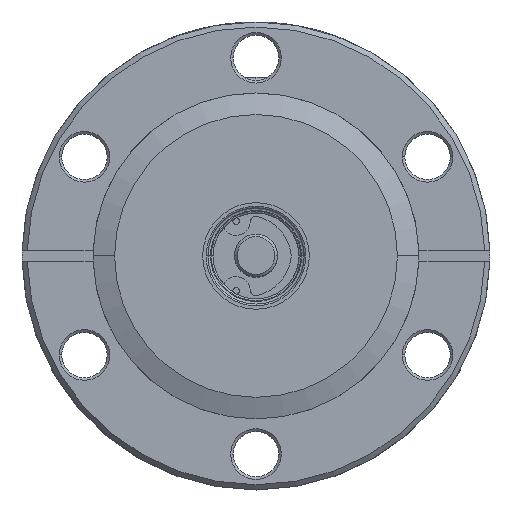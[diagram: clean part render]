
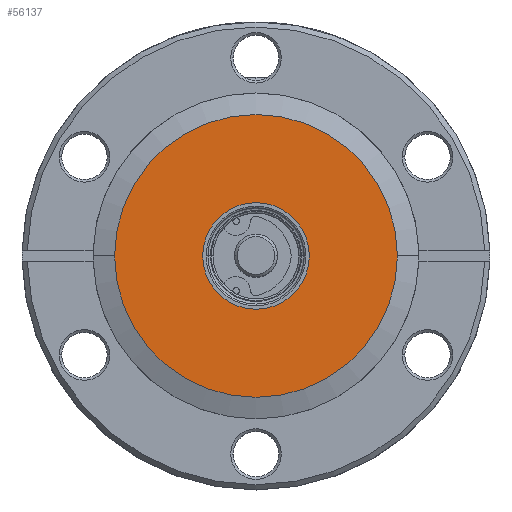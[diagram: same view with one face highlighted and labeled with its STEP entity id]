
A CAD part, top view. The second image highlights one B-rep face of the part: STEP entity #56137.
In plain terms, the highlighted planar face has unit normal (0, 0, 1).
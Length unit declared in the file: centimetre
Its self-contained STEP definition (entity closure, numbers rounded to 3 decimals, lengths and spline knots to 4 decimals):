
#4967 = FACE_OUTER_BOUND ( 'NONE', #14968, .T. ) ;
#4972 = FACE_BOUND ( 'NONE', #47950, .T. ) ;
#14968 = EDGE_LOOP ( 'NONE', ( #35165, #35167 ) ) ;
#16910 = CIRCLE ( 'NONE', #41813, 2.0955 ) ;
#20185 = VERTEX_POINT ( 'NONE', #49784 ) ;
#20227 = VERTEX_POINT ( 'NONE', #49826 ) ;
#20386 = VERTEX_POINT ( 'NONE', #49985 ) ;
#20457 = VERTEX_POINT ( 'NONE', #50022 ) ;
#32048 = ORIENTED_EDGE ( 'NONE', *, *, #41465, .T. ) ;
#33256 = CIRCLE ( 'NONE', #41766, 0.7899 ) ;
#33306 = CIRCLE ( 'NONE', #41775, 2.0955 ) ;
#33327 = CIRCLE ( 'NONE', #41786, 0.7899 ) ;
#35165 = ORIENTED_EDGE ( 'NONE', *, *, #43413, .T. ) ;
#35167 = ORIENTED_EDGE ( 'NONE', *, *, #41502, .T. ) ;
#35168 = ORIENTED_EDGE ( 'NONE', *, *, #43317, .T. ) ;
#38227 = CARTESIAN_POINT ( 'NONE',  ( -2.0955, 0., -0.1295 ) ) ;
#38228 = PLANE ( 'NONE',  #51680 ) ;
#38233 = DIRECTION ( 'NONE',  ( 0., 0., 1. ) ) ;
#38234 = DIRECTION ( 'NONE',  ( 1., 0., 0. ) ) ;
#41465 = EDGE_CURVE ( 'NONE', #20185, #20386, #33256, .T. ) ;
#41502 = EDGE_CURVE ( 'NONE', #20227, #20457, #33306, .T. ) ;
#41766 = AXIS2_PLACEMENT_3D ( 'NONE', #59367, #59368, #59369 ) ;
#41775 = AXIS2_PLACEMENT_3D ( 'NONE', #59517, #59518, #59519 ) ;
#41786 = AXIS2_PLACEMENT_3D ( 'NONE', #59642, #59643, #59644 ) ;
#41813 = AXIS2_PLACEMENT_3D ( 'NONE', #59937, #59938, #59939 ) ;
#43317 = EDGE_CURVE ( 'NONE', #20386, #20185, #33327, .T. ) ;
#43413 = EDGE_CURVE ( 'NONE', #20457, #20227, #16910, .T. ) ;
#47950 = EDGE_LOOP ( 'NONE', ( #35168, #32048 ) ) ;
#49784 = CARTESIAN_POINT ( 'NONE',  ( -0.7899, 0., -0.1295 ) ) ;
#49826 = CARTESIAN_POINT ( 'NONE',  ( 2.0955, 0., -0.1295 ) ) ;
#49985 = CARTESIAN_POINT ( 'NONE',  ( 0.7899, 0., -0.1295 ) ) ;
#50022 = CARTESIAN_POINT ( 'NONE',  ( -2.0955, 0., -0.1295 ) ) ;
#51680 = AXIS2_PLACEMENT_3D ( 'NONE', #38227, #38233, #38234 ) ;
#56137 = ADVANCED_FACE ( 'NONE', ( #4967, #4972 ), #38228, .T. ) ;
#59367 = CARTESIAN_POINT ( 'NONE',  ( 0., 0., -0.1295 ) ) ;
#59368 = DIRECTION ( 'NONE',  ( 0., 0., -1. ) ) ;
#59369 = DIRECTION ( 'NONE',  ( 1., 0., 0. ) ) ;
#59517 = CARTESIAN_POINT ( 'NONE',  ( 0., 0., -0.1295 ) ) ;
#59518 = DIRECTION ( 'NONE',  ( 0., 0., 1. ) ) ;
#59519 = DIRECTION ( 'NONE',  ( -1., 0., 0. ) ) ;
#59642 = CARTESIAN_POINT ( 'NONE',  ( 0., 0., -0.1295 ) ) ;
#59643 = DIRECTION ( 'NONE',  ( 0., 0., -1. ) ) ;
#59644 = DIRECTION ( 'NONE',  ( 1., 0., 0. ) ) ;
#59937 = CARTESIAN_POINT ( 'NONE',  ( 0., 0., -0.1295 ) ) ;
#59938 = DIRECTION ( 'NONE',  ( 0., 0., 1. ) ) ;
#59939 = DIRECTION ( 'NONE',  ( -1., 0., 0. ) ) ;
